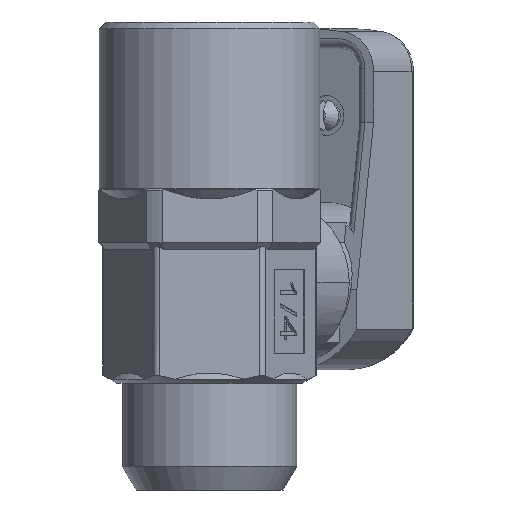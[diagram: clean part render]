
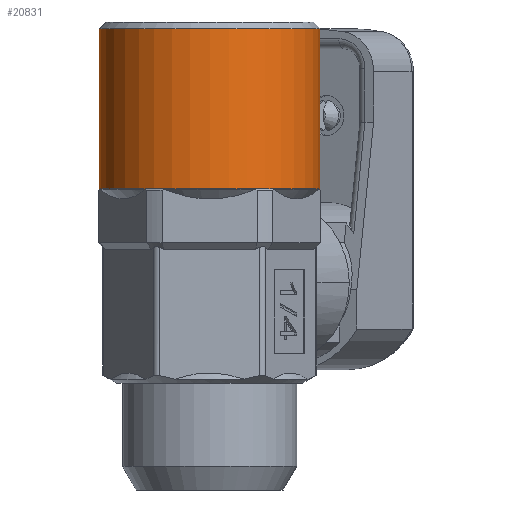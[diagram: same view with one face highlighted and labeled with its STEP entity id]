
A CAD part, front view. The second image highlights one B-rep face of the part: STEP entity #20831.
In plain terms, the highlighted cylindrical face has radius 8.25 mm (diameter 16.5 mm), a partial arc.
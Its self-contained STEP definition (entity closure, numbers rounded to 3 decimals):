
#2743 = EDGE_CURVE ( 'NONE', #20814, #24634, #15494, .T. ) ;
#2953 = EDGE_LOOP ( 'NONE', ( #22877, #11728, #15737, #10855 ) ) ;
#3774 = CARTESIAN_POINT ( 'NONE',  ( 8.25, 0., 34.795 ) ) ;
#3786 = CARTESIAN_POINT ( 'NONE',  ( -8.25, 0., 17.02 ) ) ;
#5483 = EDGE_CURVE ( 'NONE', #10869, #17934, #24888, .T. ) ;
#5931 = EDGE_CURVE ( 'NONE', #20814, #10869, #22682, .T. ) ;
#6219 = VECTOR ( 'NONE', #23453, 1000. ) ;
#6662 = DIRECTION ( 'NONE',  ( 0., 0., 1. ) ) ;
#7440 = VECTOR ( 'NONE', #21076, 1000. ) ;
#7457 = CARTESIAN_POINT ( 'NONE',  ( 8.25, 0., 29. ) ) ;
#7519 = FACE_OUTER_BOUND ( 'NONE', #2953, .T. ) ;
#7940 = CARTESIAN_POINT ( 'NONE',  ( 8.25, 0., 17.02 ) ) ;
#10504 = DIRECTION ( 'NONE',  ( 1., 0., 0. ) ) ;
#10855 = ORIENTED_EDGE ( 'NONE', *, *, #13013, .T. ) ;
#10869 = VERTEX_POINT ( 'NONE', #7940 ) ;
#10918 = DIRECTION ( 'NONE',  ( 0., 0., -1. ) ) ;
#11728 = ORIENTED_EDGE ( 'NONE', *, *, #5931, .T. ) ;
#12435 = CARTESIAN_POINT ( 'NONE',  ( 0., 0., 34.795 ) ) ;
#12683 = AXIS2_PLACEMENT_3D ( 'NONE', #22291, #16148, #20016 ) ;
#13013 = EDGE_CURVE ( 'NONE', #17934, #24634, #21259, .T. ) ;
#15494 = LINE ( 'NONE', #18893, #7440 ) ;
#15737 = ORIENTED_EDGE ( 'NONE', *, *, #5483, .T. ) ;
#16056 = AXIS2_PLACEMENT_3D ( 'NONE', #12435, #6662, #10504 ) ;
#16148 = DIRECTION ( 'NONE',  ( 0., 0., 1. ) ) ;
#16950 = DIRECTION ( 'NONE',  ( -1., 0., 0. ) ) ;
#17934 = VERTEX_POINT ( 'NONE', #7457 ) ;
#18893 = CARTESIAN_POINT ( 'NONE',  ( -8.25, 0., 34.795 ) ) ;
#18956 = CARTESIAN_POINT ( 'NONE',  ( -8.25, 0., 29. ) ) ;
#20016 = DIRECTION ( 'NONE',  ( 1., 0., 0. ) ) ;
#20814 = VERTEX_POINT ( 'NONE', #3786 ) ;
#20831 = ADVANCED_FACE ( 'NONE', ( #7519 ), #21533, .T. ) ;
#20918 = CARTESIAN_POINT ( 'NONE',  ( 0., 0., 29. ) ) ;
#21076 = DIRECTION ( 'NONE',  ( 0., 0., 1. ) ) ;
#21259 = CIRCLE ( 'NONE', #24709, 8.25 ) ;
#21533 = CYLINDRICAL_SURFACE ( 'NONE', #16056, 8.25 ) ;
#22291 = CARTESIAN_POINT ( 'NONE',  ( 0., 0., 17.02 ) ) ;
#22682 = CIRCLE ( 'NONE', #12683, 8.25 ) ;
#22877 = ORIENTED_EDGE ( 'NONE', *, *, #2743, .F. ) ;
#23453 = DIRECTION ( 'NONE',  ( 0., 0., 1. ) ) ;
#24634 = VERTEX_POINT ( 'NONE', #18956 ) ;
#24709 = AXIS2_PLACEMENT_3D ( 'NONE', #20918, #10918, #16950 ) ;
#24888 = LINE ( 'NONE', #3774, #6219 ) ;
